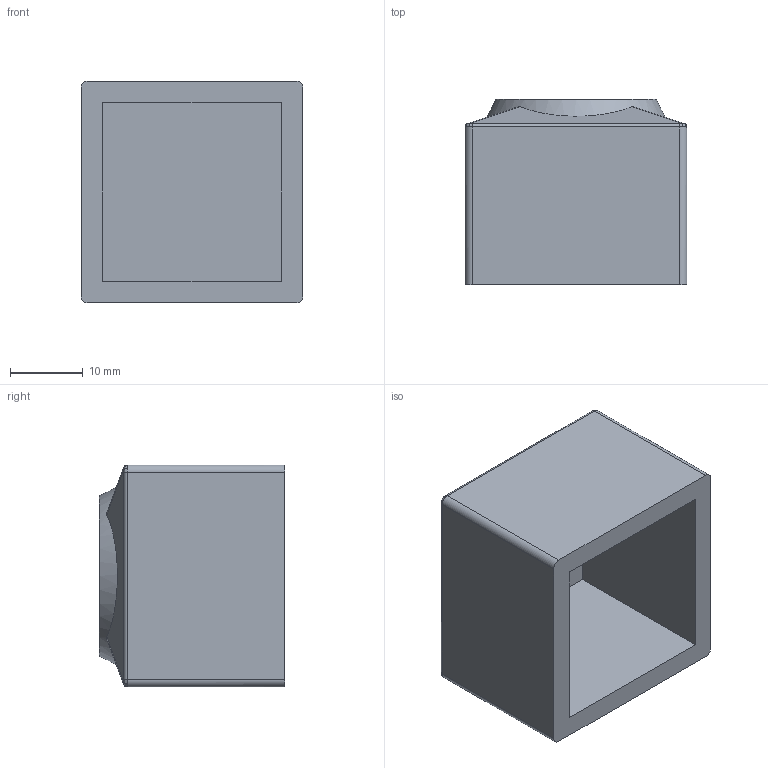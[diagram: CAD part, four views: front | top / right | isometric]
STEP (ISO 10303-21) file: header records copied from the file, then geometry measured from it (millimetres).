
FILE_DESCRIPTION(/* description */ (''),/* implementation_level */ '2;1');
FILE_NAME(/* name */ 'DR_PR44-2525.stp',/* time_stamp */ '2023-04-05T11:16:59+09:00',/* author */ ('user'),/* organization */ (''),/* preprocessor_version */ 'ST-DEVELOPER v15.6',/* originating_system */ 'Autodesk Inventor 2015',/* authorisation */ '');
FILE_SCHEMA (('AUTOMOTIVE_DESIGN { 1 0 10303 214 3 1 1 }'));
Length unit declared in the file: millimetre
Products named in the file (1): DR_PR44-2525
Bounding box: 30.5 x 25.5 x 30.5 mm (x, y, z)
Volume: 9133.4 mm3; surface area: 6764 mm2
Topology: 1 solids, 1 shells, 41 faces, 97 edges, 59 vertices
Faces by surface type: plane 15, bspline 12, cylinder 12, torus 1, cone 1
Entity records: 1394 total; most frequent: CARTESIAN_POINT 466, ORIENTED_EDGE 188, DIRECTION 184, EDGE_CURVE 94, AXIS2_PLACEMENT_3D 72, VERTEX_POINT 58, EDGE_LOOP 44, FACE_OUTER_BOUND 41
